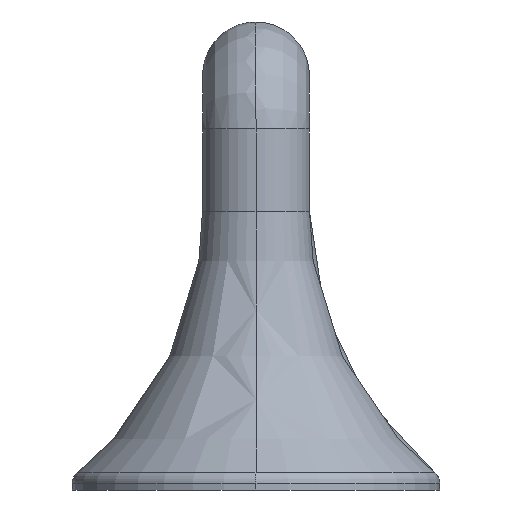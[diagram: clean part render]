
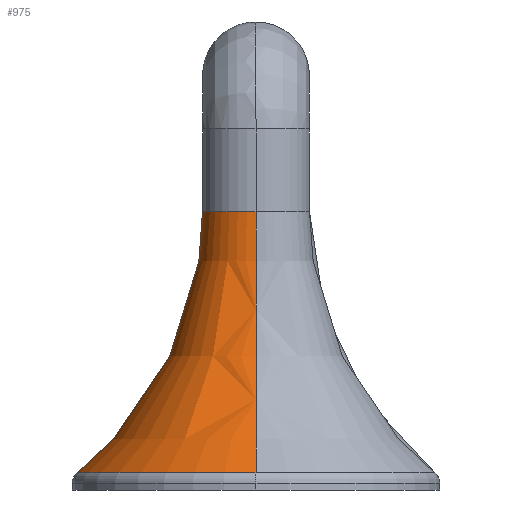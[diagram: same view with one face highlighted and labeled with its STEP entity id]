
A CAD part, front view. The second image highlights one B-rep face of the part: STEP entity #975.
In plain terms, the highlighted toroidal (fillet/blend) face has major radius 58 mm and minor radius 50 mm.
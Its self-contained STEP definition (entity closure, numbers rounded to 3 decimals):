
#107=CARTESIAN_POINT('Vertex',(0.,8.,41.62)) ;
#110=CARTESIAN_POINT('Axis2P3D Location',(0.,0.,41.62)) ;
#114=CARTESIAN_POINT('Vertex',(0.,-8.,41.62)) ;
#945=CARTESIAN_POINT('Axis2P3D Location',(0.,0.,41.62)) ;
#950=CARTESIAN_POINT('Axis2P3D Location',(0.,0.,2.589)) ;
#954=CARTESIAN_POINT('Vertex',(0.,-26.75,2.589)) ;
#956=CARTESIAN_POINT('Vertex',(0.,26.75,2.589)) ;
#959=CARTESIAN_POINT('Axis2P3D Location',(0.,-58.,41.62)) ;
#964=CARTESIAN_POINT('Axis2P3D Location',(0.,58.,41.62)) ;
#111=DIRECTION('Axis2P3D Direction',(0.,0.,1.)) ;
#946=DIRECTION('Axis2P3D Direction',(-0.,-0.,-1.)) ;
#947=DIRECTION('Axis2P3D XDirection',(0.,-1.,0.)) ;
#951=DIRECTION('Axis2P3D Direction',(0.,-0.,-1.)) ;
#960=DIRECTION('Axis2P3D Direction',(1.,0.,-0.)) ;
#965=DIRECTION('Axis2P3D Direction',(-1.,0.,0.)) ;
#112=AXIS2_PLACEMENT_3D('Circle Axis2P3D',#110,#111,$) ;
#948=AXIS2_PLACEMENT_3D('Torus Axis2P3D',#945,#946,#947) ;
#952=AXIS2_PLACEMENT_3D('Circle Axis2P3D',#950,#951,$) ;
#961=AXIS2_PLACEMENT_3D('Circle Axis2P3D',#959,#960,$) ;
#966=AXIS2_PLACEMENT_3D('Circle Axis2P3D',#964,#965,$) ;
#970=ORIENTED_EDGE('',*,*,#958,.F.) ;
#971=ORIENTED_EDGE('',*,*,#963,.F.) ;
#972=ORIENTED_EDGE('',*,*,#116,.T.) ;
#973=ORIENTED_EDGE('',*,*,#968,.T.) ;
#975=ADVANCED_FACE('VI 9010 0.1\\PartBody',(#974),#949,.F.) ;
#113=CIRCLE('generated circle',#112,8.) ;
#953=CIRCLE('generated circle',#952,26.75) ;
#962=CIRCLE('generated circle',#961,50.) ;
#967=CIRCLE('generated circle',#966,50.) ;
#949=TOROIDAL_SURFACE('homeo Torus',#948,58.,50.) ;
#116=EDGE_CURVE('',#115,#108,#113,.F.) ;
#958=EDGE_CURVE('',#955,#957,#953,.T.) ;
#963=EDGE_CURVE('',#115,#955,#962,.F.) ;
#968=EDGE_CURVE('',#108,#957,#967,.F.) ;
#969=EDGE_LOOP('',(#970,#971,#972,#973)) ;
#974=FACE_OUTER_BOUND('',#969,.T.) ;
#108=VERTEX_POINT('',#107) ;
#115=VERTEX_POINT('',#114) ;
#955=VERTEX_POINT('',#954) ;
#957=VERTEX_POINT('',#956) ;
